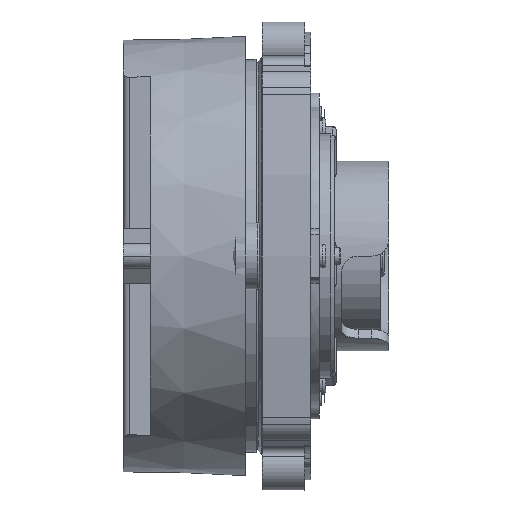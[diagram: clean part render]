
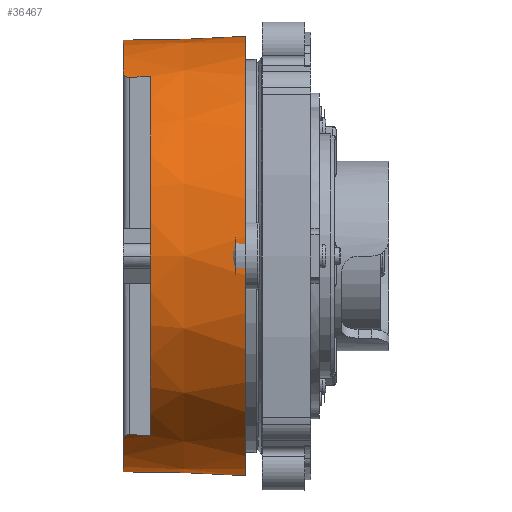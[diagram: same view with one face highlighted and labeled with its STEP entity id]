
A CAD part, left-side view. The second image highlights one B-rep face of the part: STEP entity #36467.
In plain terms, the highlighted conical face has half-angle 2 degrees and reference radius 31.934 mm.
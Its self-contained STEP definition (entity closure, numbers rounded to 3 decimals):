
#73=(
BOUNDED_CURVE()
B_SPLINE_CURVE(2,(#54553,#54554,#54555),.UNSPECIFIED.,.F.,.F.)
B_SPLINE_CURVE_WITH_KNOTS((3,3),(0.203,0.507),
 .UNSPECIFIED.)
CURVE()
GEOMETRIC_REPRESENTATION_ITEM()
RATIONAL_B_SPLINE_CURVE((1.,1.,1.))
REPRESENTATION_ITEM('')
);
#74=(
BOUNDED_CURVE()
B_SPLINE_CURVE(2,(#54756,#54757,#54758),.UNSPECIFIED.,.F.,.F.)
B_SPLINE_CURVE_WITH_KNOTS((3,3),(1.495,1.799),
 .UNSPECIFIED.)
CURVE()
GEOMETRIC_REPRESENTATION_ITEM()
RATIONAL_B_SPLINE_CURVE((1.,1.,1.))
REPRESENTATION_ITEM('')
);
#75=(
BOUNDED_CURVE()
B_SPLINE_CURVE(2,(#54937,#54938,#54939),.UNSPECIFIED.,.F.,.F.)
B_SPLINE_CURVE_WITH_KNOTS((3,3),(0.1,1.901),
 .UNSPECIFIED.)
CURVE()
GEOMETRIC_REPRESENTATION_ITEM()
RATIONAL_B_SPLINE_CURVE((1.,1.,1.))
REPRESENTATION_ITEM('')
);
#76=(
BOUNDED_CURVE()
B_SPLINE_CURVE(2,(#54941,#54942,#54943),.UNSPECIFIED.,.F.,.F.)
B_SPLINE_CURVE_WITH_KNOTS((3,3),(0.101,1.902),
 .UNSPECIFIED.)
CURVE()
GEOMETRIC_REPRESENTATION_ITEM()
RATIONAL_B_SPLINE_CURVE((1.,1.,1.))
REPRESENTATION_ITEM('')
);
#296=B_SPLINE_CURVE_WITH_KNOTS('',3,(#54388,#54389,#54390,#54391,#54392,
#54393,#54394,#54395,#54396,#54397,#54398,#54399,#54400),.UNSPECIFIED.,
 .F.,.F.,(4,2,2,2,3,4),(0.496,0.539,0.585,
0.622,0.659,0.661),.UNSPECIFIED.);
#297=B_SPLINE_CURVE_WITH_KNOTS('',3,(#54583,#54584,#54585,#54586,#54587,
#54588,#54589,#54590,#54591,#54592,#54593,#54594,#54595),.UNSPECIFIED.,
 .F.,.F.,(4,3,2,2,2,4),(0.657,0.659,0.696,
0.734,0.779,0.822),.UNSPECIFIED.);
#7491=CONICAL_SURFACE('',#38832,31.934,0.035);
#7975=FACE_OUTER_BOUND('',#10029,.T.);
#10029=EDGE_LOOP('',(#24017,#24018,#24019,#24020,#24021,#24022,#24023,#24024,
#24025,#24026,#24027));
#12105=CIRCLE('',#38648,32.011);
#12123=CIRCLE('',#38683,32.011);
#12132=CIRCLE('',#38713,31.871);
#12133=CIRCLE('',#38714,31.871);
#12168=CIRCLE('',#38833,32.5);
#13979=VERTEX_POINT('',#53836);
#14124=VERTEX_POINT('',#54282);
#14162=VERTEX_POINT('',#54385);
#14163=VERTEX_POINT('',#54387);
#14165=VERTEX_POINT('',#54405);
#14215=VERTEX_POINT('',#54544);
#14216=VERTEX_POINT('',#54546);
#14217=VERTEX_POINT('',#54548);
#14225=VERTEX_POINT('',#54582);
#14330=VERTEX_POINT('',#54936);
#14331=VERTEX_POINT('',#54940);
#17716=EDGE_CURVE('',#13979,#14124,#12105,.T.);
#17765=EDGE_CURVE('',#14162,#14163,#296,.T.);
#17768=EDGE_CURVE('',#14165,#13979,#12123,.T.);
#17837=EDGE_CURVE('',#14216,#14215,#12132,.T.);
#17839=EDGE_CURVE('',#14162,#14217,#12133,.T.);
#17840=EDGE_CURVE('',#14163,#14124,#73,.T.);
#17854=EDGE_CURVE('',#14225,#14215,#297,.T.);
#17935=EDGE_CURVE('',#14165,#14225,#74,.T.);
#18023=EDGE_CURVE('',#14330,#14217,#75,.T.);
#18024=EDGE_CURVE('',#14216,#14331,#76,.T.);
#18041=EDGE_CURVE('',#14330,#14331,#12168,.T.);
#24017=ORIENTED_EDGE('',*,*,#17768,.T.);
#24018=ORIENTED_EDGE('',*,*,#17716,.T.);
#24019=ORIENTED_EDGE('',*,*,#17840,.F.);
#24020=ORIENTED_EDGE('',*,*,#17765,.F.);
#24021=ORIENTED_EDGE('',*,*,#17839,.T.);
#24022=ORIENTED_EDGE('',*,*,#18023,.F.);
#24023=ORIENTED_EDGE('',*,*,#18041,.T.);
#24024=ORIENTED_EDGE('',*,*,#18024,.F.);
#24025=ORIENTED_EDGE('',*,*,#17837,.T.);
#24026=ORIENTED_EDGE('',*,*,#17854,.F.);
#24027=ORIENTED_EDGE('',*,*,#17935,.F.);
#36467=ADVANCED_FACE('',(#7975),#7491,.T.);
#38648=AXIS2_PLACEMENT_3D('',#54284,#43319,#43320);
#38683=AXIS2_PLACEMENT_3D('',#54406,#43422,#43423);
#38713=AXIS2_PLACEMENT_3D('',#54547,#43542,#43543);
#38714=AXIS2_PLACEMENT_3D('',#54550,#43545,#43546);
#38832=AXIS2_PLACEMENT_3D('',#54978,#43943,#43944);
#38833=AXIS2_PLACEMENT_3D('',#54979,#43945,#43946);
#43319=DIRECTION('center_axis',(0.,-1.,0.));
#43320=DIRECTION('ref_axis',(-1.,0.,0.));
#43422=DIRECTION('center_axis',(0.,-1.,0.));
#43423=DIRECTION('ref_axis',(-1.,0.,0.));
#43542=DIRECTION('center_axis',(0.,-1.,0.));
#43543=DIRECTION('ref_axis',(-0.533,0.,0.846));
#43545=DIRECTION('center_axis',(0.,-1.,0.));
#43546=DIRECTION('ref_axis',(0.906,0.,-0.424));
#43943=DIRECTION('center_axis',(0.,-1.,0.));
#43944=DIRECTION('ref_axis',(-1.,0.,0.));
#43945=DIRECTION('center_axis',(0.,1.,0.));
#43946=DIRECTION('ref_axis',(-1.,0.,0.));
#53836=CARTESIAN_POINT('',(-32.009,16.1,0.));
#54282=CARTESIAN_POINT('',(-18.,16.1,-26.471));
#54284=CARTESIAN_POINT('Origin',(0.,16.1,0.));
#54385=CARTESIAN_POINT('',(-17.,20.1,-26.959));
#54387=CARTESIAN_POINT('',(-18.,19.1,-26.344));
#54388=CARTESIAN_POINT('Ctrl Pts',(-17.,20.1,-26.959));
#54389=CARTESIAN_POINT('Ctrl Pts',(-17.122,20.1,-26.882));
#54390=CARTESIAN_POINT('Ctrl Pts',(-17.252,20.077,-26.8));
#54391=CARTESIAN_POINT('Ctrl Pts',(-17.503,19.975,-26.641));
#54392=CARTESIAN_POINT('Ctrl Pts',(-17.622,19.895,-26.565));
#54393=CARTESIAN_POINT('Ctrl Pts',(-17.797,19.714,-26.456));
#54394=CARTESIAN_POINT('Ctrl Pts',(-17.87,19.609,-26.411));
#54395=CARTESIAN_POINT('Ctrl Pts',(-17.97,19.374,-26.353));
#54396=CARTESIAN_POINT('Ctrl Pts',(-17.997,19.244,-26.34));
#54397=CARTESIAN_POINT('Ctrl Pts',(-18.,19.12,-26.343));
#54398=CARTESIAN_POINT('Ctrl Pts',(-18.,19.113,-26.344));
#54399=CARTESIAN_POINT('Ctrl Pts',(-18.,19.107,-26.344));
#54400=CARTESIAN_POINT('Ctrl Pts',(-18.,19.1,-26.344));
#54405=CARTESIAN_POINT('',(-18.,16.1,26.471));
#54406=CARTESIAN_POINT('Origin',(0.,16.1,0.));
#54544=CARTESIAN_POINT('',(-17.,20.1,26.959));
#54546=CARTESIAN_POINT('',(28.871,20.1,13.499));
#54547=CARTESIAN_POINT('Origin',(0.,20.1,0.));
#54548=CARTESIAN_POINT('',(28.871,20.1,-13.499));
#54550=CARTESIAN_POINT('Origin',(0.,20.1,0.));
#54553=CARTESIAN_POINT('Ctrl Pts',(-18.,19.1,-26.344));
#54554=CARTESIAN_POINT('Ctrl Pts',(-18.,17.604,-26.407));
#54555=CARTESIAN_POINT('Ctrl Pts',(-18.,16.1,-26.471));
#54582=CARTESIAN_POINT('',(-18.,19.1,26.344));
#54583=CARTESIAN_POINT('Ctrl Pts',(-18.,19.1,26.344));
#54584=CARTESIAN_POINT('Ctrl Pts',(-18.,19.107,26.344));
#54585=CARTESIAN_POINT('Ctrl Pts',(-18.,19.113,26.344));
#54586=CARTESIAN_POINT('Ctrl Pts',(-18.,19.12,26.343));
#54587=CARTESIAN_POINT('Ctrl Pts',(-17.997,19.244,26.34));
#54588=CARTESIAN_POINT('Ctrl Pts',(-17.97,19.374,26.353));
#54589=CARTESIAN_POINT('Ctrl Pts',(-17.87,19.609,26.411));
#54590=CARTESIAN_POINT('Ctrl Pts',(-17.797,19.714,26.456));
#54591=CARTESIAN_POINT('Ctrl Pts',(-17.622,19.895,26.565));
#54592=CARTESIAN_POINT('Ctrl Pts',(-17.503,19.975,26.641));
#54593=CARTESIAN_POINT('Ctrl Pts',(-17.252,20.077,26.8));
#54594=CARTESIAN_POINT('Ctrl Pts',(-17.122,20.1,26.882));
#54595=CARTESIAN_POINT('Ctrl Pts',(-17.,20.1,26.959));
#54756=CARTESIAN_POINT('Ctrl Pts',(-18.,16.1,26.471));
#54757=CARTESIAN_POINT('Ctrl Pts',(-18.,17.604,26.407));
#54758=CARTESIAN_POINT('Ctrl Pts',(-18.,19.1,26.344));
#54936=CARTESIAN_POINT('',(29.5,2.1,-13.638));
#54937=CARTESIAN_POINT('Ctrl Pts',(29.5,2.1,-13.638));
#54938=CARTESIAN_POINT('Ctrl Pts',(29.184,11.146,-13.569));
#54939=CARTESIAN_POINT('Ctrl Pts',(28.871,20.1,-13.499));
#54940=CARTESIAN_POINT('',(29.5,2.1,13.638));
#54941=CARTESIAN_POINT('Ctrl Pts',(28.871,20.1,13.499));
#54942=CARTESIAN_POINT('Ctrl Pts',(29.184,11.146,13.569));
#54943=CARTESIAN_POINT('Ctrl Pts',(29.5,2.1,13.638));
#54978=CARTESIAN_POINT('Origin',(0.,18.3,0.));
#54979=CARTESIAN_POINT('Origin',(0.,2.1,
0.));
